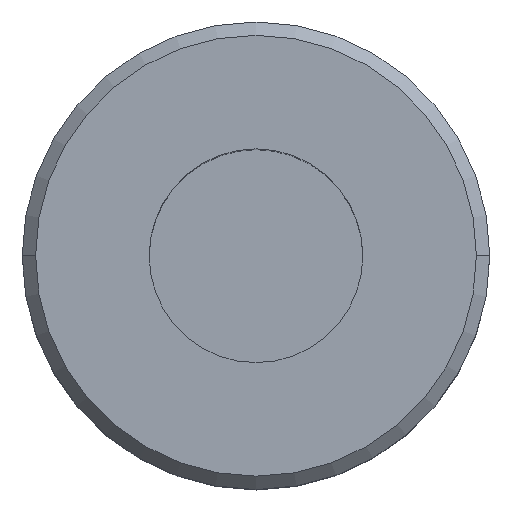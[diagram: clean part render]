
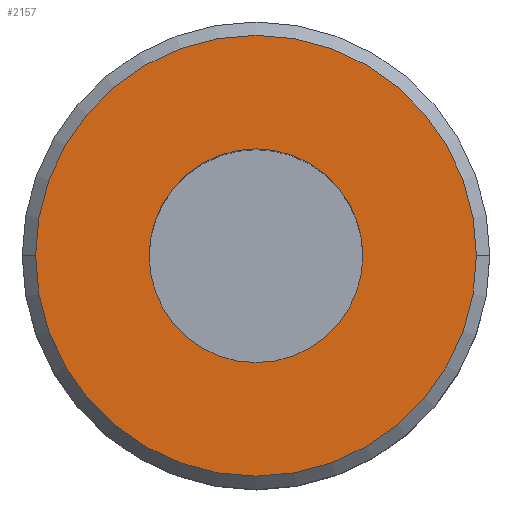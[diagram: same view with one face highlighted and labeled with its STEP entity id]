
A CAD part, top view. The second image highlights one B-rep face of the part: STEP entity #2157.
In plain terms, the highlighted planar face has unit normal (0, 0, 1).
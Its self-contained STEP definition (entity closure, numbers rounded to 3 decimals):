
#103 = CARTESIAN_POINT ( 'NONE',  ( 0., 0., 80. ) ) ;
#224 = EDGE_CURVE ( 'NONE', #3047, #2546, #649, .T. ) ;
#305 = CARTESIAN_POINT ( 'NONE',  ( 0., 0., 80. ) ) ;
#492 = ORIENTED_EDGE ( 'NONE', *, *, #224, .F. ) ;
#569 = DIRECTION ( 'NONE',  ( -1., 0., 0. ) ) ;
#573 = AXIS2_PLACEMENT_3D ( 'NONE', #305, #2970, #1608 ) ;
#590 = CARTESIAN_POINT ( 'NONE',  ( 8., 0., 80. ) ) ;
#615 = VERTEX_POINT ( 'NONE', #1940 ) ;
#649 = CIRCLE ( 'NONE', #1098, 16.5 ) ;
#935 = DIRECTION ( 'NONE',  ( -1., 0., 0. ) ) ;
#1063 = ORIENTED_EDGE ( 'NONE', *, *, #3076, .T. ) ;
#1098 = AXIS2_PLACEMENT_3D ( 'NONE', #103, #2787, #935 ) ;
#1101 = DIRECTION ( 'NONE',  ( 0., 0., 1. ) ) ;
#1179 = FACE_OUTER_BOUND ( 'NONE', #2236, .T. ) ;
#1365 = CARTESIAN_POINT ( 'NONE',  ( 0., 0., 80. ) ) ;
#1393 = EDGE_CURVE ( 'NONE', #2546, #3047, #2386, .T. ) ;
#1594 = DIRECTION ( 'NONE',  ( 1., 0., 0. ) ) ;
#1608 = DIRECTION ( 'NONE',  ( -1., 0., 0. ) ) ;
#1791 = CIRCLE ( 'NONE', #2346, 8. ) ;
#1940 = CARTESIAN_POINT ( 'NONE',  ( -8., 0., 80. ) ) ;
#1967 = FACE_BOUND ( 'NONE', #2247, .T. ) ;
#1994 = ORIENTED_EDGE ( 'NONE', *, *, #1393, .F. ) ;
#2018 = CARTESIAN_POINT ( 'NONE',  ( 0., 0., 80. ) ) ;
#2157 = ADVANCED_FACE ( 'NONE', ( #1967, #1179 ), #2702, .T. ) ;
#2181 = EDGE_CURVE ( 'NONE', #615, #3294, #3223, .T. ) ;
#2236 = EDGE_LOOP ( 'NONE', ( #1994, #492 ) ) ;
#2247 = EDGE_LOOP ( 'NONE', ( #3376, #1063 ) ) ;
#2346 = AXIS2_PLACEMENT_3D ( 'NONE', #1365, #2956, #569 ) ;
#2386 = CIRCLE ( 'NONE', #2554, 16.5 ) ;
#2546 = VERTEX_POINT ( 'NONE', #3449 ) ;
#2554 = AXIS2_PLACEMENT_3D ( 'NONE', #2018, #3068, #3330 ) ;
#2666 = CARTESIAN_POINT ( 'NONE',  ( 16.5, 0., 80. ) ) ;
#2694 = CARTESIAN_POINT ( 'NONE',  ( 0., 16.5, 80. ) ) ;
#2702 = PLANE ( 'NONE',  #3054 ) ;
#2787 = DIRECTION ( 'NONE',  ( 0., 0., -1. ) ) ;
#2956 = DIRECTION ( 'NONE',  ( 0., 0., -1. ) ) ;
#2970 = DIRECTION ( 'NONE',  ( 0., 0., -1. ) ) ;
#3047 = VERTEX_POINT ( 'NONE', #2666 ) ;
#3054 = AXIS2_PLACEMENT_3D ( 'NONE', #2694, #1101, #1594 ) ;
#3068 = DIRECTION ( 'NONE',  ( 0., 0., -1. ) ) ;
#3076 = EDGE_CURVE ( 'NONE', #3294, #615, #1791, .T. ) ;
#3223 = CIRCLE ( 'NONE', #573, 8. ) ;
#3294 = VERTEX_POINT ( 'NONE', #590 ) ;
#3330 = DIRECTION ( 'NONE',  ( -1., 0., 0. ) ) ;
#3376 = ORIENTED_EDGE ( 'NONE', *, *, #2181, .T. ) ;
#3449 = CARTESIAN_POINT ( 'NONE',  ( -16.5, 0., 80. ) ) ;
